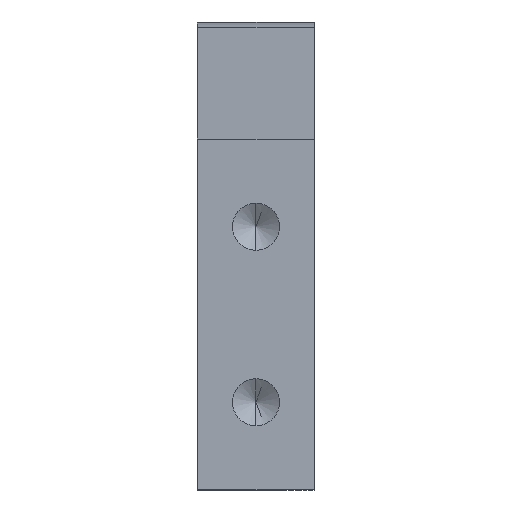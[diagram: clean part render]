
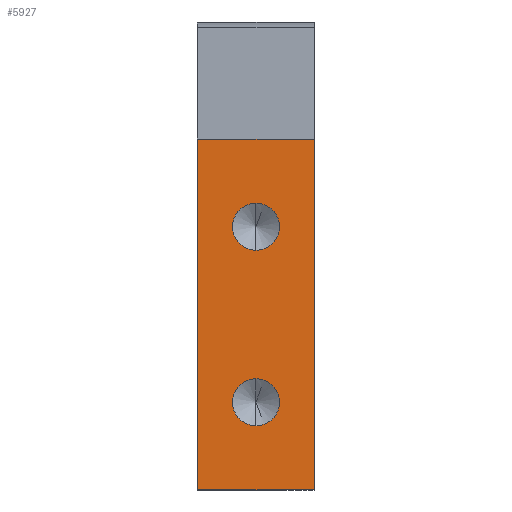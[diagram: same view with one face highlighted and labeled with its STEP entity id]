
A CAD part, left-side view. The second image highlights one B-rep face of the part: STEP entity #5927.
In plain terms, the highlighted planar face has unit normal (-1, 0, 0).
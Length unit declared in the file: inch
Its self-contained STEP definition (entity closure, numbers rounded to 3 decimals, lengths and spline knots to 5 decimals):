
#53 = DIRECTION ( 'NONE',  ( 0., 0., 1. ) ) ;
#70 = AXIS2_PLACEMENT_3D ( 'NONE', #1174, #10231, #2898 ) ;
#69 = CARTESIAN_POINT ( 'NONE',  ( -8.515, 0., -0.125 ) ) ;
#291 = PLANE ( 'NONE',  #70 ) ;
#329 = CARTESIAN_POINT ( 'NONE',  ( -8.515, 0.25, 0.8995 ) ) ;
#528 = LINE ( 'NONE', #7238, #4364 ) ;
#571 = AXIS2_PLACEMENT_3D ( 'NONE', #8725, #2823, #3597 ) ;
#592 = VECTOR ( 'NONE', #3228, 39.37008 ) ;
#982 = DIRECTION ( 'NONE',  ( 0., 0., 1. ) ) ;
#1090 = CARTESIAN_POINT ( 'NONE',  ( -8.515, 0.25, 0.25 ) ) ;
#1174 = CARTESIAN_POINT ( 'NONE',  ( -8.515, 0.5, -0.125 ) ) ;
#1202 = VERTEX_POINT ( 'NONE', #6335 ) ;
#1453 = VERTEX_POINT ( 'NONE', #9000 ) ;
#1575 = VERTEX_POINT ( 'NONE', #5152 ) ;
#1590 = EDGE_LOOP ( 'NONE', ( #8576, #8302 ) ) ;
#1712 = LINE ( 'NONE', #8973, #4716 ) ;
#1954 = DIRECTION ( 'NONE',  ( -1., 0., 0. ) ) ;
#2204 = ORIENTED_EDGE ( 'NONE', *, *, #4337, .F. ) ;
#2427 = EDGE_LOOP ( 'NONE', ( #6152, #2204, #10683, #7011 ) ) ;
#2537 = EDGE_CURVE ( 'NONE', #1575, #3905, #7282, .T. ) ;
#2761 = DIRECTION ( 'NONE',  ( -1., 0., 0. ) ) ;
#2823 = DIRECTION ( 'NONE',  ( -1., 0., 0. ) ) ;
#2898 = DIRECTION ( 'NONE',  ( 0., 0., -1. ) ) ;
#2967 = VERTEX_POINT ( 'NONE', #4396 ) ;
#3179 = AXIS2_PLACEMENT_3D ( 'NONE', #9188, #5839, #53 ) ;
#3228 = DIRECTION ( 'NONE',  ( 0., 0., 1. ) ) ;
#3419 = VERTEX_POINT ( 'NONE', #3465 ) ;
#3465 = CARTESIAN_POINT ( 'NONE',  ( -8.515, 0., -0.125 ) ) ;
#3597 = DIRECTION ( 'NONE',  ( 0., 0., 1. ) ) ;
#3888 = CARTESIAN_POINT ( 'NONE',  ( -8.515, 0.5, -0.125 ) ) ;
#3905 = VERTEX_POINT ( 'NONE', #329 ) ;
#4039 = DIRECTION ( 'NONE',  ( 0., -1., 0. ) ) ;
#4218 = VERTEX_POINT ( 'NONE', #9561 ) ;
#4337 = EDGE_CURVE ( 'NONE', #1202, #2967, #528, .T. ) ;
#4364 = VECTOR ( 'NONE', #4039, 39.37008 ) ;
#4396 = CARTESIAN_POINT ( 'NONE',  ( -8.515, 0., 1.375 ) ) ;
#4412 = DIRECTION ( 'NONE',  ( 0., 0., 1. ) ) ;
#4716 = VECTOR ( 'NONE', #9868, 39.37008 ) ;
#5001 = EDGE_CURVE ( 'NONE', #6006, #1453, #8223, .T. ) ;
#5152 = CARTESIAN_POINT ( 'NONE',  ( -8.515, 0.25, 1.1005 ) ) ;
#5269 = EDGE_LOOP ( 'NONE', ( #8183, #10015 ) ) ;
#5318 = EDGE_CURVE ( 'NONE', #3905, #1575, #8761, .T. ) ;
#5839 = DIRECTION ( 'NONE',  ( -1., 0., 0. ) ) ;
#5927 = ADVANCED_FACE ( 'NONE', ( #8741, #7050, #10343 ), #291, .F. ) ;
#5991 = AXIS2_PLACEMENT_3D ( 'NONE', #1090, #1954, #4412 ) ;
#5996 = EDGE_CURVE ( 'NONE', #4218, #1202, #10456, .T. ) ;
#6006 = VERTEX_POINT ( 'NONE', #9660 ) ;
#6148 = CARTESIAN_POINT ( 'NONE',  ( -8.515, 0.25, 1. ) ) ;
#6152 = ORIENTED_EDGE ( 'NONE', *, *, #6192, .T. ) ;
#6192 = EDGE_CURVE ( 'NONE', #3419, #2967, #9100, .T. ) ;
#6335 = CARTESIAN_POINT ( 'NONE',  ( -8.515, 0.5, 1.375 ) ) ;
#6744 = DIRECTION ( 'NONE',  ( 0., 0., 1. ) ) ;
#7011 = ORIENTED_EDGE ( 'NONE', *, *, #8395, .T. ) ;
#7050 = FACE_BOUND ( 'NONE', #5269, .T. ) ;
#7238 = CARTESIAN_POINT ( 'NONE',  ( -8.515, 0.5, 1.375 ) ) ;
#7282 = CIRCLE ( 'NONE', #9855, 0.1005 ) ;
#7706 = VECTOR ( 'NONE', #982, 39.37008 ) ;
#8183 = ORIENTED_EDGE ( 'NONE', *, *, #8982, .F. ) ;
#8223 = CIRCLE ( 'NONE', #571, 0.1005 ) ;
#8258 = CIRCLE ( 'NONE', #5991, 0.1005 ) ;
#8302 = ORIENTED_EDGE ( 'NONE', *, *, #5318, .F. ) ;
#8395 = EDGE_CURVE ( 'NONE', #4218, #3419, #1712, .T. ) ;
#8576 = ORIENTED_EDGE ( 'NONE', *, *, #2537, .F. ) ;
#8725 = CARTESIAN_POINT ( 'NONE',  ( -8.515, 0.25, 0.25 ) ) ;
#8741 = FACE_BOUND ( 'NONE', #1590, .T. ) ;
#8761 = CIRCLE ( 'NONE', #3179, 0.1005 ) ;
#8973 = CARTESIAN_POINT ( 'NONE',  ( -8.515, 0.5, -0.125 ) ) ;
#8982 = EDGE_CURVE ( 'NONE', #1453, #6006, #8258, .T. ) ;
#9000 = CARTESIAN_POINT ( 'NONE',  ( -8.515, 0.25, 0.3505 ) ) ;
#9100 = LINE ( 'NONE', #69, #7706 ) ;
#9188 = CARTESIAN_POINT ( 'NONE',  ( -8.515, 0.25, 1. ) ) ;
#9561 = CARTESIAN_POINT ( 'NONE',  ( -8.515, 0.5, -0.125 ) ) ;
#9660 = CARTESIAN_POINT ( 'NONE',  ( -8.515, 0.25, 0.1495 ) ) ;
#9855 = AXIS2_PLACEMENT_3D ( 'NONE', #6148, #2761, #6744 ) ;
#9868 = DIRECTION ( 'NONE',  ( 0., -1., 0. ) ) ;
#10015 = ORIENTED_EDGE ( 'NONE', *, *, #5001, .F. ) ;
#10231 = DIRECTION ( 'NONE',  ( 1., 0., 0. ) ) ;
#10343 = FACE_OUTER_BOUND ( 'NONE', #2427, .T. ) ;
#10456 = LINE ( 'NONE', #3888, #592 ) ;
#10683 = ORIENTED_EDGE ( 'NONE', *, *, #5996, .F. ) ;
